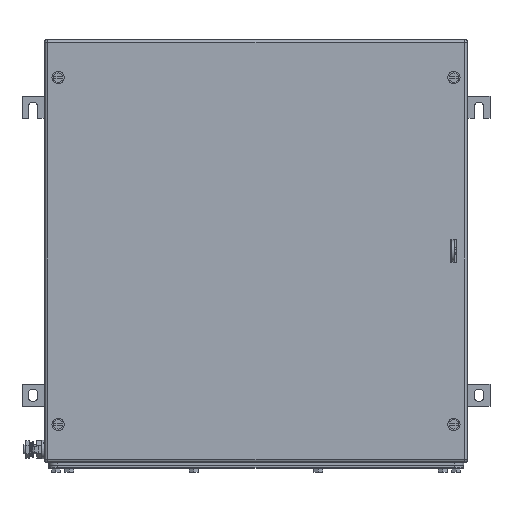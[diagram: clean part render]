
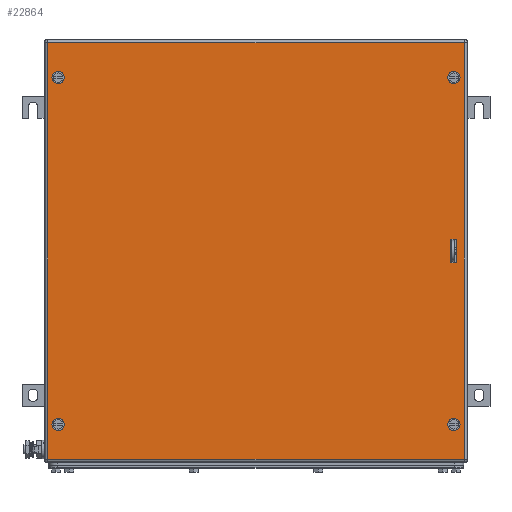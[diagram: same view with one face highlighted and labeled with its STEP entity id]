
A CAD part, top view. The second image highlights one B-rep face of the part: STEP entity #22864.
In plain terms, the highlighted planar face has unit normal (0, 0, 1).
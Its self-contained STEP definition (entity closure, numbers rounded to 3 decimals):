
#22704=AXIS2_PLACEMENT_3D('Circle Axis2P3D',#22702,#22703,$) ;
#22731=AXIS2_PLACEMENT_3D('Plane Axis2P3D',#22728,#22729,#22730) ;
#22769=AXIS2_PLACEMENT_3D('Circle Axis2P3D',#22767,#22768,$) ;
#22778=AXIS2_PLACEMENT_3D('Circle Axis2P3D',#22776,#22777,$) ;
#22787=AXIS2_PLACEMENT_3D('Circle Axis2P3D',#22785,#22786,$) ;
#22796=AXIS2_PLACEMENT_3D('Circle Axis2P3D',#22794,#22795,$) ;
#22805=AXIS2_PLACEMENT_3D('Circle Axis2P3D',#22803,#22804,$) ;
#22814=AXIS2_PLACEMENT_3D('Circle Axis2P3D',#22812,#22813,$) ;
#22823=AXIS2_PLACEMENT_3D('Circle Axis2P3D',#22821,#22822,$) ;
#22699=CARTESIAN_POINT('Vertex',(44.5,447.75,203.5)) ;
#22702=CARTESIAN_POINT('Axis2P3D Location',(41.,447.75,203.5)) ;
#22706=CARTESIAN_POINT('Vertex',(37.5,447.75,203.5)) ;
#22728=CARTESIAN_POINT('Axis2P3D Location',(265.5,251.,203.5)) ;
#22733=CARTESIAN_POINT('Line Origine',(265.5,487.5,203.5)) ;
#22737=CARTESIAN_POINT('Vertex',(502.,487.5,203.5)) ;
#22739=CARTESIAN_POINT('Vertex',(29.,487.5,203.5)) ;
#22742=CARTESIAN_POINT('Line Origine',(29.,251.,203.5)) ;
#22746=CARTESIAN_POINT('Vertex',(29.,14.5,203.5)) ;
#22749=CARTESIAN_POINT('Line Origine',(265.5,14.5,203.5)) ;
#22753=CARTESIAN_POINT('Vertex',(502.,14.5,203.5)) ;
#22756=CARTESIAN_POINT('Line Origine',(502.,251.,203.5)) ;
#22767=CARTESIAN_POINT('Axis2P3D Location',(41.,447.75,203.5)) ;
#22776=CARTESIAN_POINT('Axis2P3D Location',(41.,54.25,203.5)) ;
#22780=CARTESIAN_POINT('Vertex',(37.5,54.25,203.5)) ;
#22782=CARTESIAN_POINT('Vertex',(44.5,54.25,203.5)) ;
#22785=CARTESIAN_POINT('Axis2P3D Location',(41.,54.25,203.5)) ;
#22794=CARTESIAN_POINT('Axis2P3D Location',(490.,54.25,203.5)) ;
#22798=CARTESIAN_POINT('Vertex',(493.5,54.25,203.5)) ;
#22800=CARTESIAN_POINT('Vertex',(486.5,54.25,203.5)) ;
#22803=CARTESIAN_POINT('Axis2P3D Location',(490.,54.25,203.5)) ;
#22812=CARTESIAN_POINT('Axis2P3D Location',(490.,447.75,203.5)) ;
#22816=CARTESIAN_POINT('Vertex',(493.5,447.75,203.5)) ;
#22818=CARTESIAN_POINT('Vertex',(486.5,447.75,203.5)) ;
#22821=CARTESIAN_POINT('Axis2P3D Location',(490.,447.75,203.5)) ;
#22830=CARTESIAN_POINT('Line Origine',(489.75,237.5,203.5)) ;
#22834=CARTESIAN_POINT('Vertex',(493.,237.5,203.5)) ;
#22836=CARTESIAN_POINT('Vertex',(486.5,237.5,203.5)) ;
#22839=CARTESIAN_POINT('Line Origine',(486.5,251.,203.5)) ;
#22843=CARTESIAN_POINT('Vertex',(486.5,264.5,203.5)) ;
#22846=CARTESIAN_POINT('Line Origine',(489.75,264.5,203.5)) ;
#22850=CARTESIAN_POINT('Vertex',(493.,264.5,203.5)) ;
#22853=CARTESIAN_POINT('Line Origine',(493.,251.,203.5)) ;
#22703=DIRECTION('Axis2P3D Direction',(0.,0.,1.)) ;
#22729=DIRECTION('Axis2P3D Direction',(0.,0.,1.)) ;
#22730=DIRECTION('Axis2P3D XDirection',(1.,0.,0.)) ;
#22734=DIRECTION('Vector Direction',(1.,0.,0.)) ;
#22743=DIRECTION('Vector Direction',(0.,-1.,0.)) ;
#22750=DIRECTION('Vector Direction',(1.,0.,0.)) ;
#22757=DIRECTION('Vector Direction',(0.,1.,0.)) ;
#22768=DIRECTION('Axis2P3D Direction',(0.,0.,1.)) ;
#22777=DIRECTION('Axis2P3D Direction',(0.,0.,1.)) ;
#22786=DIRECTION('Axis2P3D Direction',(0.,0.,1.)) ;
#22795=DIRECTION('Axis2P3D Direction',(0.,0.,1.)) ;
#22804=DIRECTION('Axis2P3D Direction',(0.,0.,1.)) ;
#22813=DIRECTION('Axis2P3D Direction',(0.,0.,1.)) ;
#22822=DIRECTION('Axis2P3D Direction',(0.,0.,1.)) ;
#22831=DIRECTION('Vector Direction',(-1.,0.,0.)) ;
#22840=DIRECTION('Vector Direction',(0.,1.,0.)) ;
#22847=DIRECTION('Vector Direction',(1.,0.,0.)) ;
#22854=DIRECTION('Vector Direction',(0.,-1.,0.)) ;
#22735=VECTOR('Line Direction',#22734,1.) ;
#22744=VECTOR('Line Direction',#22743,1.) ;
#22751=VECTOR('Line Direction',#22750,1.) ;
#22758=VECTOR('Line Direction',#22757,1.) ;
#22832=VECTOR('Line Direction',#22831,1.) ;
#22841=VECTOR('Line Direction',#22840,1.) ;
#22848=VECTOR('Line Direction',#22847,1.) ;
#22855=VECTOR('Line Direction',#22854,1.) ;
#22762=ORIENTED_EDGE('',*,*,#22741,.T.) ;
#22763=ORIENTED_EDGE('',*,*,#22748,.T.) ;
#22764=ORIENTED_EDGE('',*,*,#22755,.T.) ;
#22765=ORIENTED_EDGE('',*,*,#22760,.T.) ;
#22773=ORIENTED_EDGE('',*,*,#22771,.F.) ;
#22774=ORIENTED_EDGE('',*,*,#22708,.F.) ;
#22791=ORIENTED_EDGE('',*,*,#22784,.F.) ;
#22792=ORIENTED_EDGE('',*,*,#22789,.F.) ;
#22809=ORIENTED_EDGE('',*,*,#22802,.F.) ;
#22810=ORIENTED_EDGE('',*,*,#22807,.F.) ;
#22827=ORIENTED_EDGE('',*,*,#22820,.F.) ;
#22828=ORIENTED_EDGE('',*,*,#22825,.F.) ;
#22859=ORIENTED_EDGE('',*,*,#22838,.T.) ;
#22860=ORIENTED_EDGE('',*,*,#22845,.T.) ;
#22861=ORIENTED_EDGE('',*,*,#22852,.T.) ;
#22862=ORIENTED_EDGE('',*,*,#22857,.T.) ;
#22775=FACE_BOUND('',#22772,.T.) ;
#22793=FACE_BOUND('',#22790,.T.) ;
#22811=FACE_BOUND('',#22808,.T.) ;
#22829=FACE_BOUND('',#22826,.T.) ;
#22863=FACE_BOUND('',#22858,.T.) ;
#22864=ADVANCED_FACE('ZUB_KTB_MH_480x480x200_1GP_AllCATPart.2\\ZUB_DE_KTB_MH_480X480.1\\DE_KTB_MH_PART_MASTER.1\\Koerper.2',(#22766,#22775,#22793,#22811,#22829,#22863),#22732,.T.) ;
#22705=CIRCLE('generated circle',#22704,3.5) ;
#22770=CIRCLE('generated circle',#22769,3.5) ;
#22779=CIRCLE('generated circle',#22778,3.5) ;
#22788=CIRCLE('generated circle',#22787,3.5) ;
#22797=CIRCLE('generated circle',#22796,3.5) ;
#22806=CIRCLE('generated circle',#22805,3.5) ;
#22815=CIRCLE('generated circle',#22814,3.5) ;
#22824=CIRCLE('generated circle',#22823,3.5) ;
#22708=EDGE_CURVE('',#22700,#22707,#22705,.T.) ;
#22741=EDGE_CURVE('',#22738,#22740,#22736,.F.) ;
#22748=EDGE_CURVE('',#22740,#22747,#22745,.T.) ;
#22755=EDGE_CURVE('',#22747,#22754,#22752,.T.) ;
#22760=EDGE_CURVE('',#22754,#22738,#22759,.T.) ;
#22771=EDGE_CURVE('',#22707,#22700,#22770,.T.) ;
#22784=EDGE_CURVE('',#22781,#22783,#22779,.T.) ;
#22789=EDGE_CURVE('',#22783,#22781,#22788,.T.) ;
#22802=EDGE_CURVE('',#22799,#22801,#22797,.T.) ;
#22807=EDGE_CURVE('',#22801,#22799,#22806,.T.) ;
#22820=EDGE_CURVE('',#22817,#22819,#22815,.T.) ;
#22825=EDGE_CURVE('',#22819,#22817,#22824,.T.) ;
#22838=EDGE_CURVE('',#22835,#22837,#22833,.T.) ;
#22845=EDGE_CURVE('',#22837,#22844,#22842,.T.) ;
#22852=EDGE_CURVE('',#22844,#22851,#22849,.T.) ;
#22857=EDGE_CURVE('',#22851,#22835,#22856,.T.) ;
#22761=EDGE_LOOP('',(#22762,#22763,#22764,#22765)) ;
#22772=EDGE_LOOP('',(#22773,#22774)) ;
#22790=EDGE_LOOP('',(#22791,#22792)) ;
#22808=EDGE_LOOP('',(#22809,#22810)) ;
#22826=EDGE_LOOP('',(#22827,#22828)) ;
#22858=EDGE_LOOP('',(#22859,#22860,#22861,#22862)) ;
#22766=FACE_OUTER_BOUND('',#22761,.T.) ;
#22736=LINE('Line',#22733,#22735) ;
#22745=LINE('Line',#22742,#22744) ;
#22752=LINE('Line',#22749,#22751) ;
#22759=LINE('Line',#22756,#22758) ;
#22833=LINE('Line',#22830,#22832) ;
#22842=LINE('Line',#22839,#22841) ;
#22849=LINE('Line',#22846,#22848) ;
#22856=LINE('Line',#22853,#22855) ;
#22732=PLANE('',#22731) ;
#22700=VERTEX_POINT('',#22699) ;
#22707=VERTEX_POINT('',#22706) ;
#22738=VERTEX_POINT('',#22737) ;
#22740=VERTEX_POINT('',#22739) ;
#22747=VERTEX_POINT('',#22746) ;
#22754=VERTEX_POINT('',#22753) ;
#22781=VERTEX_POINT('',#22780) ;
#22783=VERTEX_POINT('',#22782) ;
#22799=VERTEX_POINT('',#22798) ;
#22801=VERTEX_POINT('',#22800) ;
#22817=VERTEX_POINT('',#22816) ;
#22819=VERTEX_POINT('',#22818) ;
#22835=VERTEX_POINT('',#22834) ;
#22837=VERTEX_POINT('',#22836) ;
#22844=VERTEX_POINT('',#22843) ;
#22851=VERTEX_POINT('',#22850) ;
